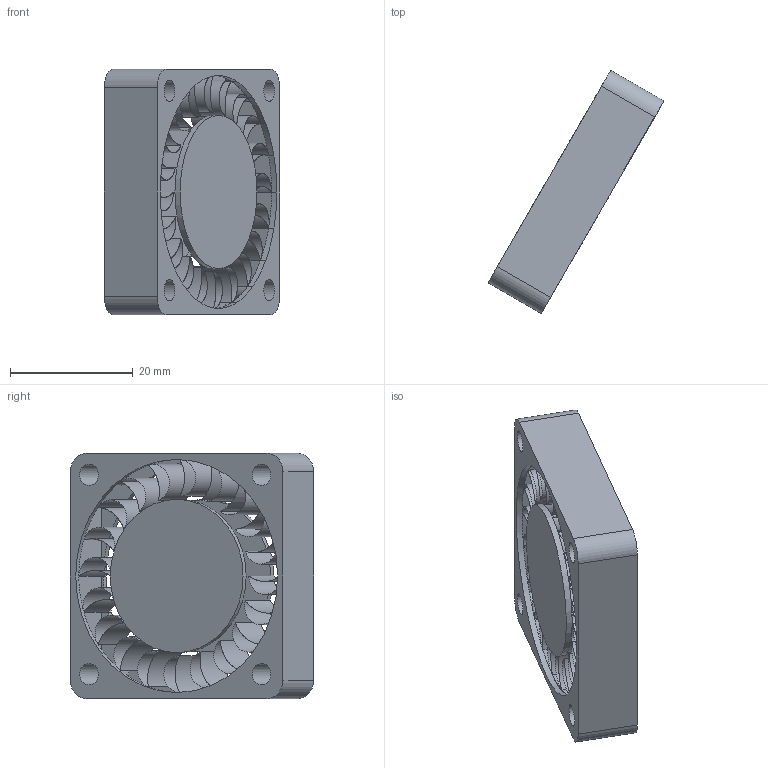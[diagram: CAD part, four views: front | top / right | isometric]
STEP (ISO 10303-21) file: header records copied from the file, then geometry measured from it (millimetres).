
FILE_DESCRIPTION(('FreeCAD Model'),'2;1');
FILE_NAME('40mm_fan.step', '2016-11-15T16:03:46',('Author'),(''), 'Open CASCADE STEP processor 6.8','FreeCAD','Unknown');
FILE_SCHEMA(('AUTOMOTIVE_DESIGN_CC2 { 1 2 10303 214 -1 1 5 4 }'));
Length unit declared in the file: millimetre
Products named in the file (2): ASSEMBLY; _0mm_fan_01
Assembly tree (1 placements, depth 2):
  ASSEMBLY
    _0mm_fan_01
Bounding box: 28.66 x 39.64 x 40 mm (x, y, z)
Volume: 12561.2 mm3; surface area: 7591.1 mm2
Topology: 1 solids, 1 shells, 81 faces, 244 edges, 129 vertices
Faces by surface type: cylinder 71, plane 10
Full cylindrical faces by diameter (mm): 3.5 x4, 25 x2, 38 x1
Entity records: 6470 total; most frequent: CARTESIAN_POINT 1574, DIRECTION 959, ORIENTED_EDGE 488, PCURVE 488, DEFINITIONAL_REPRESENTATION 488, LINE 408, VECTOR 408, AXIS2_PLACEMENT_3D 244
